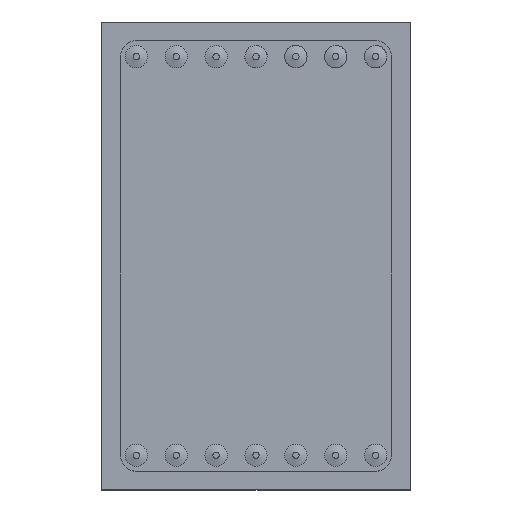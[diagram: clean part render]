
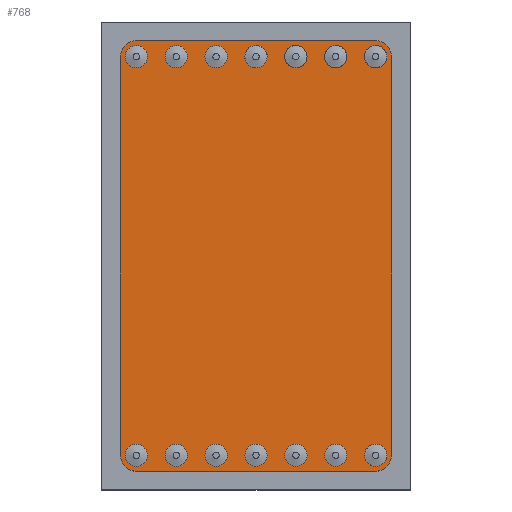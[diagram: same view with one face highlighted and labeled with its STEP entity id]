
A CAD part, top view. The second image highlights one B-rep face of the part: STEP entity #768.
In plain terms, the highlighted planar face has unit normal (0, 0, 1).
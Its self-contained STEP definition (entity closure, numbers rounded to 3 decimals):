
#768=ADVANCED_FACE('',(#1104,#1106,#1108,#1110,#1112,#1114,#1116,#1118,#1120,#1122,
#1124,#1126,#1128,#1130,#1132),#1134,.F.);
#1104=FACE_BOUND('',#1105,.T.);
#1105=EDGE_LOOP('',(#1332,#1333,#1334,#1335,#1336,#1337,#1338,#1339));
#1106=FACE_BOUND('',#1107,.T.);
#1107=EDGE_LOOP('',(#1340));
#1108=FACE_BOUND('',#1109,.T.);
#1109=EDGE_LOOP('',(#1341));
#1110=FACE_BOUND('',#1111,.T.);
#1111=EDGE_LOOP('',(#1342));
#1112=FACE_BOUND('',#1113,.T.);
#1113=EDGE_LOOP('',(#1343));
#1114=FACE_BOUND('',#1115,.T.);
#1115=EDGE_LOOP('',(#1344));
#1116=FACE_BOUND('',#1117,.T.);
#1117=EDGE_LOOP('',(#1345));
#1118=FACE_BOUND('',#1119,.T.);
#1119=EDGE_LOOP('',(#1346));
#1120=FACE_BOUND('',#1121,.T.);
#1121=EDGE_LOOP('',(#1347));
#1122=FACE_BOUND('',#1123,.T.);
#1123=EDGE_LOOP('',(#1348));
#1124=FACE_BOUND('',#1125,.T.);
#1125=EDGE_LOOP('',(#1349));
#1126=FACE_BOUND('',#1127,.T.);
#1127=EDGE_LOOP('',(#1350));
#1128=FACE_BOUND('',#1129,.T.);
#1129=EDGE_LOOP('',(#1351));
#1130=FACE_BOUND('',#1131,.T.);
#1131=EDGE_LOOP('',(#1352));
#1132=FACE_BOUND('',#1133,.T.);
#1133=EDGE_LOOP('',(#1353));
#1134=PLANE('',#1135);
#1135=AXIS2_PLACEMENT_3D('',#1136,#1137,#1138);
#1136=CARTESIAN_POINT('',(0.,0.,1.2));
#1137=DIRECTION('',(-0.,0.,-1.));
#1138=DIRECTION('',(-1.,0.,0.));
#1332=ORIENTED_EDGE('',*,*,#1448,.F.);
#1333=ORIENTED_EDGE('',*,*,#1449,.F.);
#1334=ORIENTED_EDGE('',*,*,#1450,.F.);
#1335=ORIENTED_EDGE('',*,*,#1451,.F.);
#1336=ORIENTED_EDGE('',*,*,#1452,.F.);
#1337=ORIENTED_EDGE('',*,*,#1453,.F.);
#1338=ORIENTED_EDGE('',*,*,#1454,.F.);
#1339=ORIENTED_EDGE('',*,*,#1455,.F.);
#1340=ORIENTED_EDGE('',*,*,#1439,.T.);
#1341=ORIENTED_EDGE('',*,*,#1438,.T.);
#1342=ORIENTED_EDGE('',*,*,#1437,.T.);
#1343=ORIENTED_EDGE('',*,*,#1436,.T.);
#1344=ORIENTED_EDGE('',*,*,#1435,.T.);
#1345=ORIENTED_EDGE('',*,*,#1434,.T.);
#1346=ORIENTED_EDGE('',*,*,#1433,.T.);
#1347=ORIENTED_EDGE('',*,*,#1432,.T.);
#1348=ORIENTED_EDGE('',*,*,#1431,.T.);
#1349=ORIENTED_EDGE('',*,*,#1430,.T.);
#1350=ORIENTED_EDGE('',*,*,#1429,.T.);
#1351=ORIENTED_EDGE('',*,*,#1428,.T.);
#1352=ORIENTED_EDGE('',*,*,#1427,.T.);
#1353=ORIENTED_EDGE('',*,*,#1426,.T.);
#1426=EDGE_CURVE('',#1522,#1522,#1523,.F.);
#1427=EDGE_CURVE('',#1524,#1524,#1525,.F.);
#1428=EDGE_CURVE('',#1526,#1526,#1527,.F.);
#1429=EDGE_CURVE('',#1528,#1528,#1529,.F.);
#1430=EDGE_CURVE('',#1530,#1530,#1531,.F.);
#1431=EDGE_CURVE('',#1532,#1532,#1533,.F.);
#1432=EDGE_CURVE('',#1534,#1534,#1535,.F.);
#1433=EDGE_CURVE('',#1536,#1536,#1537,.F.);
#1434=EDGE_CURVE('',#1538,#1538,#1539,.F.);
#1435=EDGE_CURVE('',#1540,#1540,#1541,.F.);
#1436=EDGE_CURVE('',#1542,#1542,#1543,.F.);
#1437=EDGE_CURVE('',#1544,#1544,#1545,.F.);
#1438=EDGE_CURVE('',#1546,#1546,#1547,.F.);
#1439=EDGE_CURVE('',#1548,#1548,#1549,.F.);
#1448=EDGE_CURVE('',#1566,#1567,#1568,.F.);
#1449=EDGE_CURVE('',#1569,#1566,#1570,.T.);
#1450=EDGE_CURVE('',#1571,#1569,#1572,.F.);
#1451=EDGE_CURVE('',#1573,#1571,#1574,.T.);
#1452=EDGE_CURVE('',#1575,#1573,#1576,.F.);
#1453=EDGE_CURVE('',#1577,#1575,#1578,.T.);
#1454=EDGE_CURVE('',#1579,#1577,#1580,.F.);
#1455=EDGE_CURVE('',#1567,#1579,#1581,.T.);
#1522=VERTEX_POINT('',#1726);
#1523=CIRCLE('',#1727,0.7);
#1524=VERTEX_POINT('',#1731);
#1525=CIRCLE('',#1732,0.7);
#1526=VERTEX_POINT('',#1736);
#1527=CIRCLE('',#1737,0.7);
#1528=VERTEX_POINT('',#1741);
#1529=CIRCLE('',#1742,0.7);
#1530=VERTEX_POINT('',#1746);
#1531=CIRCLE('',#1747,0.7);
#1532=VERTEX_POINT('',#1751);
#1533=CIRCLE('',#1752,0.7);
#1534=VERTEX_POINT('',#1756);
#1535=CIRCLE('',#1757,0.7);
#1536=VERTEX_POINT('',#1761);
#1537=CIRCLE('',#1762,0.7);
#1538=VERTEX_POINT('',#1766);
#1539=CIRCLE('',#1767,0.7);
#1540=VERTEX_POINT('',#1771);
#1541=CIRCLE('',#1772,0.7);
#1542=VERTEX_POINT('',#1776);
#1543=CIRCLE('',#1777,0.7);
#1544=VERTEX_POINT('',#1781);
#1545=CIRCLE('',#1782,0.7);
#1546=VERTEX_POINT('',#1786);
#1547=CIRCLE('',#1787,0.7);
#1548=VERTEX_POINT('',#1791);
#1549=CIRCLE('',#1792,0.7);
#1566=VERTEX_POINT('',#1832);
#1567=VERTEX_POINT('',#1833);
#1568=CIRCLE('',#1834,1.);
#1569=VERTEX_POINT('',#1838);
#1570=LINE('',#1839,#1840);
#1571=VERTEX_POINT('',#1842);
#1572=CIRCLE('',#1843,1.);
#1573=VERTEX_POINT('',#1847);
#1574=LINE('',#1848,#1849);
#1575=VERTEX_POINT('',#1851);
#1576=CIRCLE('',#1852,1.);
#1577=VERTEX_POINT('',#1856);
#1578=LINE('',#1857,#1858);
#1579=VERTEX_POINT('',#1860);
#1580=CIRCLE('',#1861,1.);
#1581=LINE('',#1865,#1866);
#1726=CARTESIAN_POINT('',(0.7,12.5,1.2));
#1727=AXIS2_PLACEMENT_3D('',#1728,#1729,#1730);
#1728=CARTESIAN_POINT('',(0.,12.5,1.2));
#1729=DIRECTION('',(0.,-0.,1.));
#1730=DIRECTION('',(1.,0.,-0.));
#1731=CARTESIAN_POINT('',(3.2,12.5,1.2));
#1732=AXIS2_PLACEMENT_3D('',#1733,#1734,#1735);
#1733=CARTESIAN_POINT('',(2.5,12.5,1.2));
#1734=DIRECTION('',(0.,-0.,1.));
#1735=DIRECTION('',(1.,0.,-0.));
#1736=CARTESIAN_POINT('',(5.7,12.5,1.2));
#1737=AXIS2_PLACEMENT_3D('',#1738,#1739,#1740);
#1738=CARTESIAN_POINT('',(5.,12.5,1.2));
#1739=DIRECTION('',(0.,-0.,1.));
#1740=DIRECTION('',(1.,0.,-0.));
#1741=CARTESIAN_POINT('',(8.2,12.5,1.2));
#1742=AXIS2_PLACEMENT_3D('',#1743,#1744,#1745);
#1743=CARTESIAN_POINT('',(7.5,12.5,1.2));
#1744=DIRECTION('',(0.,-0.,1.));
#1745=DIRECTION('',(1.,0.,-0.));
#1746=CARTESIAN_POINT('',(3.2,-12.5,1.2));
#1747=AXIS2_PLACEMENT_3D('',#1748,#1749,#1750);
#1748=CARTESIAN_POINT('',(2.5,-12.5,1.2));
#1749=DIRECTION('',(0.,-0.,1.));
#1750=DIRECTION('',(1.,0.,-0.));
#1751=CARTESIAN_POINT('',(5.7,-12.5,1.2));
#1752=AXIS2_PLACEMENT_3D('',#1753,#1754,#1755);
#1753=CARTESIAN_POINT('',(5.,-12.5,1.2));
#1754=DIRECTION('',(0.,-0.,1.));
#1755=DIRECTION('',(1.,0.,-0.));
#1756=CARTESIAN_POINT('',(8.2,-12.5,1.2));
#1757=AXIS2_PLACEMENT_3D('',#1758,#1759,#1760);
#1758=CARTESIAN_POINT('',(7.5,-12.5,1.2));
#1759=DIRECTION('',(0.,-0.,1.));
#1760=DIRECTION('',(1.,0.,-0.));
#1761=CARTESIAN_POINT('',(0.7,-12.5,1.2));
#1762=AXIS2_PLACEMENT_3D('',#1763,#1764,#1765);
#1763=CARTESIAN_POINT('',(0.,-12.5,1.2));
#1764=DIRECTION('',(0.,-0.,1.));
#1765=DIRECTION('',(1.,0.,-0.));
#1766=CARTESIAN_POINT('',(-6.8,-12.5,1.2));
#1767=AXIS2_PLACEMENT_3D('',#1768,#1769,#1770);
#1768=CARTESIAN_POINT('',(-7.5,-12.5,1.2));
#1769=DIRECTION('',(0.,-0.,1.));
#1770=DIRECTION('',(1.,0.,-0.));
#1771=CARTESIAN_POINT('',(-4.3,-12.5,1.2));
#1772=AXIS2_PLACEMENT_3D('',#1773,#1774,#1775);
#1773=CARTESIAN_POINT('',(-5.,-12.5,1.2));
#1774=DIRECTION('',(0.,-0.,1.));
#1775=DIRECTION('',(1.,0.,-0.));
#1776=CARTESIAN_POINT('',(-1.8,-12.5,1.2));
#1777=AXIS2_PLACEMENT_3D('',#1778,#1779,#1780);
#1778=CARTESIAN_POINT('',(-2.5,-12.5,1.2));
#1779=DIRECTION('',(0.,-0.,1.));
#1780=DIRECTION('',(1.,0.,-0.));
#1781=CARTESIAN_POINT('',(-6.8,12.5,1.2));
#1782=AXIS2_PLACEMENT_3D('',#1783,#1784,#1785);
#1783=CARTESIAN_POINT('',(-7.5,12.5,1.2));
#1784=DIRECTION('',(0.,-0.,1.));
#1785=DIRECTION('',(1.,0.,-0.));
#1786=CARTESIAN_POINT('',(-4.3,12.5,1.2));
#1787=AXIS2_PLACEMENT_3D('',#1788,#1789,#1790);
#1788=CARTESIAN_POINT('',(-5.,12.5,1.2));
#1789=DIRECTION('',(0.,-0.,1.));
#1790=DIRECTION('',(1.,0.,-0.));
#1791=CARTESIAN_POINT('',(-1.8,12.5,1.2));
#1792=AXIS2_PLACEMENT_3D('',#1793,#1794,#1795);
#1793=CARTESIAN_POINT('',(-2.5,12.5,1.2));
#1794=DIRECTION('',(0.,-0.,1.));
#1795=DIRECTION('',(1.,0.,-0.));
#1832=CARTESIAN_POINT('',(-7.5,-13.5,1.2));
#1833=CARTESIAN_POINT('',(-8.5,-12.5,1.2));
#1834=AXIS2_PLACEMENT_3D('',#1835,#1836,#1837);
#1835=CARTESIAN_POINT('',(-7.5,-12.5,1.2));
#1836=DIRECTION('',(0.,0.,1.));
#1837=DIRECTION('',(-1.,0.,0.));
#1838=CARTESIAN_POINT('',(7.5,-13.5,1.2));
#1839=CARTESIAN_POINT('',(7.5,-13.5,1.2));
#1840=VECTOR('',#1841,1.);
#1841=DIRECTION('',(-1.,0.,0.));
#1842=CARTESIAN_POINT('',(8.5,-12.5,1.2));
#1843=AXIS2_PLACEMENT_3D('',#1844,#1845,#1846);
#1844=CARTESIAN_POINT('',(7.5,-12.5,1.2));
#1845=DIRECTION('',(0.,-0.,1.));
#1846=DIRECTION('',(0.,-1.,0.));
#1847=CARTESIAN_POINT('',(8.5,12.5,1.2));
#1848=CARTESIAN_POINT('',(8.5,12.5,1.2));
#1849=VECTOR('',#1850,1.);
#1850=DIRECTION('',(0.,-1.,0.));
#1851=CARTESIAN_POINT('',(7.5,13.5,1.2));
#1852=AXIS2_PLACEMENT_3D('',#1853,#1854,#1855);
#1853=CARTESIAN_POINT('',(7.5,12.5,1.2));
#1854=DIRECTION('',(0.,-0.,1.));
#1855=DIRECTION('',(1.,0.,0.));
#1856=CARTESIAN_POINT('',(-7.5,13.5,1.2));
#1857=CARTESIAN_POINT('',(-7.5,13.5,1.2));
#1858=VECTOR('',#1859,1.);
#1859=DIRECTION('',(1.,0.,0.));
#1860=CARTESIAN_POINT('',(-8.5,12.5,1.2));
#1861=AXIS2_PLACEMENT_3D('',#1862,#1863,#1864);
#1862=CARTESIAN_POINT('',(-7.5,12.5,1.2));
#1863=DIRECTION('',(0.,0.,1.));
#1864=DIRECTION('',(0.,1.,0.));
#1865=CARTESIAN_POINT('',(-8.5,-12.5,1.2));
#1866=VECTOR('',#1867,1.);
#1867=DIRECTION('',(0.,1.,0.));
